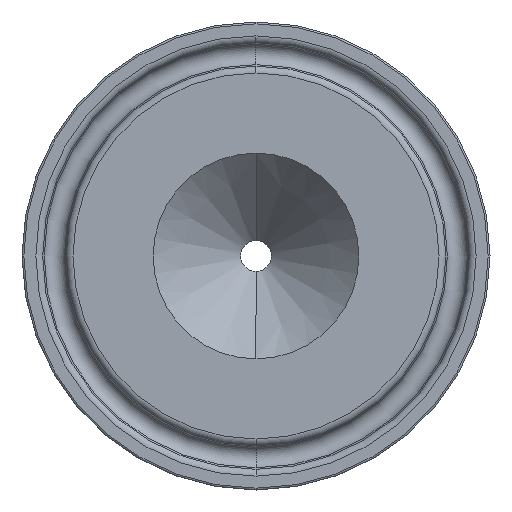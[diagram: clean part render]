
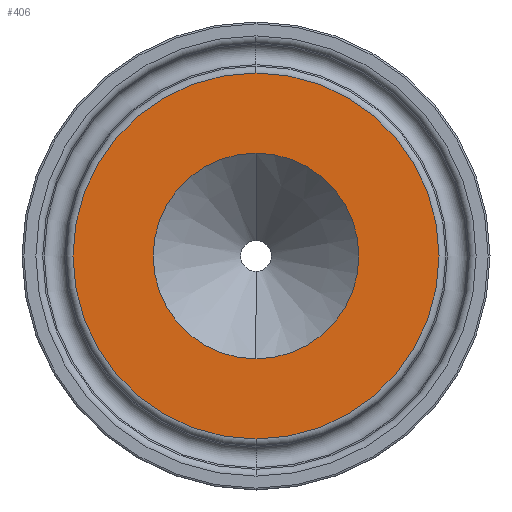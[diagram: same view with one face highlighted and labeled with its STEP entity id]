
A CAD part, left-side view. The second image highlights one B-rep face of the part: STEP entity #406.
In plain terms, the highlighted planar face has unit normal (-1, 0, 0).
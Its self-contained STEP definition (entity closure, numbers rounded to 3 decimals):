
#35 = ORIENTED_EDGE ( 'NONE', *, *, #153, .F. ) ;
#44 = CARTESIAN_POINT ( 'NONE',  ( 0., 0., -19.747 ) ) ;
#66 = CIRCLE ( 'NONE', #258, 11.1 ) ;
#86 = CARTESIAN_POINT ( 'NONE',  ( 0., 0., 19.747 ) ) ;
#131 = DIRECTION ( 'NONE',  ( 1., 0., 0. ) ) ;
#146 = EDGE_LOOP ( 'NONE', ( #935, #708 ) ) ;
#149 = VERTEX_POINT ( 'NONE', #287 ) ;
#153 = EDGE_CURVE ( 'NONE', #335, #1064, #847, .T. ) ;
#166 = DIRECTION ( 'NONE',  ( 1., 0., 0. ) ) ;
#183 = FACE_OUTER_BOUND ( 'NONE', #892, .T. ) ;
#205 = EDGE_CURVE ( 'NONE', #538, #149, #985, .T. ) ;
#254 = AXIS2_PLACEMENT_3D ( 'NONE', #1006, #562, #808 ) ;
#258 = AXIS2_PLACEMENT_3D ( 'NONE', #631, #989, #806 ) ;
#287 = CARTESIAN_POINT ( 'NONE',  ( 0., 0., 11.1 ) ) ;
#335 = VERTEX_POINT ( 'NONE', #86 ) ;
#348 = CIRCLE ( 'NONE', #826, 19.747 ) ;
#373 = DIRECTION ( 'NONE',  ( 1., 0., 0. ) ) ;
#406 = ADVANCED_FACE ( 'NONE', ( #983, #183 ), #993, .T. ) ;
#480 = AXIS2_PLACEMENT_3D ( 'NONE', #819, #373, #1092 ) ;
#514 = DIRECTION ( 'NONE',  ( 0., 0., -1. ) ) ;
#538 = VERTEX_POINT ( 'NONE', #755 ) ;
#562 = DIRECTION ( 'NONE',  ( -1., 0., 0. ) ) ;
#631 = CARTESIAN_POINT ( 'NONE',  ( 0., 0., 0. ) ) ;
#708 = ORIENTED_EDGE ( 'NONE', *, *, #205, .T. ) ;
#732 = EDGE_CURVE ( 'NONE', #149, #538, #66, .T. ) ;
#755 = CARTESIAN_POINT ( 'NONE',  ( 0., 0., -11.1 ) ) ;
#806 = DIRECTION ( 'NONE',  ( 0., 0., -1. ) ) ;
#808 = DIRECTION ( 'NONE',  ( 0., 0., 1. ) ) ;
#819 = CARTESIAN_POINT ( 'NONE',  ( 0., 0., 0. ) ) ;
#826 = AXIS2_PLACEMENT_3D ( 'NONE', #1135, #131, #514 ) ;
#847 = CIRCLE ( 'NONE', #1002, 19.747 ) ;
#892 = EDGE_LOOP ( 'NONE', ( #975, #35 ) ) ;
#935 = ORIENTED_EDGE ( 'NONE', *, *, #732, .T. ) ;
#975 = ORIENTED_EDGE ( 'NONE', *, *, #1063, .F. ) ;
#983 = FACE_BOUND ( 'NONE', #146, .T. ) ;
#984 = DIRECTION ( 'NONE',  ( 0., 0., -1. ) ) ;
#985 = CIRCLE ( 'NONE', #480, 11.1 ) ;
#989 = DIRECTION ( 'NONE',  ( 1., 0., 0. ) ) ;
#993 = PLANE ( 'NONE',  #254 ) ;
#995 = CARTESIAN_POINT ( 'NONE',  ( 0., 0., 0. ) ) ;
#1002 = AXIS2_PLACEMENT_3D ( 'NONE', #995, #166, #984 ) ;
#1006 = CARTESIAN_POINT ( 'NONE',  ( 0., 11.1, 0. ) ) ;
#1063 = EDGE_CURVE ( 'NONE', #1064, #335, #348, .T. ) ;
#1064 = VERTEX_POINT ( 'NONE', #44 ) ;
#1092 = DIRECTION ( 'NONE',  ( 0., 0., -1. ) ) ;
#1135 = CARTESIAN_POINT ( 'NONE',  ( 0., 0., 0. ) ) ;
